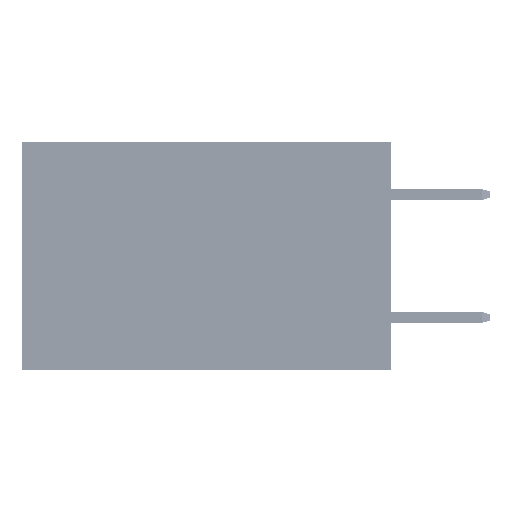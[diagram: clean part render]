
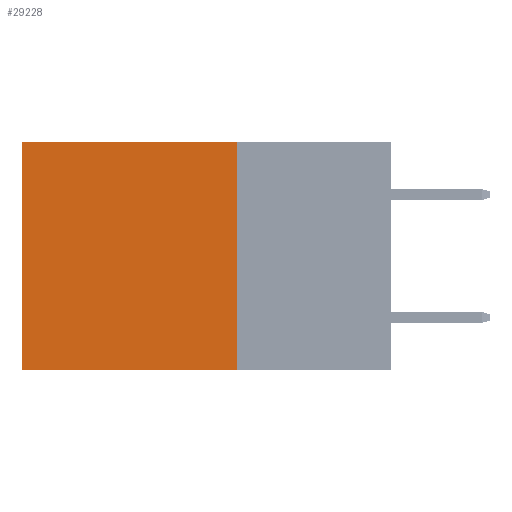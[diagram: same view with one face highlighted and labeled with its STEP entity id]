
A CAD part, left-side view. The second image highlights one B-rep face of the part: STEP entity #29228.
In plain terms, the highlighted planar face has unit normal (-1, 0, 0).
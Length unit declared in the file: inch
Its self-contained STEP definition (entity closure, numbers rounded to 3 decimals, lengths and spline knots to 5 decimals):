
#1732 = VERTEX_POINT ( 'NONE', #27917 ) ;
#3768 = DIRECTION ( 'NONE',  ( 0., 0., -1. ) ) ;
#6007 = CARTESIAN_POINT ( 'NONE',  ( 0.2875, 0.25, -0.37 ) ) ;
#6894 = EDGE_CURVE ( 'NONE', #41012, #49904, #17417, .T. ) ;
#8006 = VERTEX_POINT ( 'NONE', #51633 ) ;
#8895 = ORIENTED_EDGE ( 'NONE', *, *, #35982, .F. ) ;
#11603 = DIRECTION ( 'NONE',  ( 0., 1., 0. ) ) ;
#13676 = FACE_OUTER_BOUND ( 'NONE', #24165, .T. ) ;
#16508 = VECTOR ( 'NONE', #51676, 39.37008 ) ;
#17417 = LINE ( 'NONE', #44635, #43532 ) ;
#20486 = LINE ( 'NONE', #44032, #42749 ) ;
#22397 = CARTESIAN_POINT ( 'NONE',  ( 0.2875, 0.6, -0.37 ) ) ;
#23282 = CARTESIAN_POINT ( 'NONE',  ( 0.2875, 0.25, 0. ) ) ;
#24165 = EDGE_LOOP ( 'NONE', ( #37870, #43805, #8895, #25501 ) ) ;
#24558 = DIRECTION ( 'NONE',  ( 1., 0., 0. ) ) ;
#24912 = DIRECTION ( 'NONE',  ( 0., 0., -1. ) ) ;
#25501 = ORIENTED_EDGE ( 'NONE', *, *, #34098, .T. ) ;
#27853 = DIRECTION ( 'NONE',  ( 0., 1., 0. ) ) ;
#27917 = CARTESIAN_POINT ( 'NONE',  ( 0.2875, 0.6, 0. ) ) ;
#29228 = ADVANCED_FACE ( 'NONE', ( #13676 ), #44831, .F. ) ;
#30903 = LINE ( 'NONE', #52193, #32185 ) ;
#32185 = VECTOR ( 'NONE', #27853, 39.37008 ) ;
#34098 = EDGE_CURVE ( 'NONE', #8006, #1732, #30903, .T. ) ;
#35982 = EDGE_CURVE ( 'NONE', #8006, #41012, #37545, .T. ) ;
#37545 = LINE ( 'NONE', #23282, #16508 ) ;
#37870 = ORIENTED_EDGE ( 'NONE', *, *, #46012, .T. ) ;
#41012 = VERTEX_POINT ( 'NONE', #6007 ) ;
#42749 = VECTOR ( 'NONE', #3768, 39.37008 ) ;
#43532 = VECTOR ( 'NONE', #11603, 39.37008 ) ;
#43805 = ORIENTED_EDGE ( 'NONE', *, *, #6894, .F. ) ;
#44032 = CARTESIAN_POINT ( 'NONE',  ( 0.2875, 0.6, 0. ) ) ;
#44635 = CARTESIAN_POINT ( 'NONE',  ( 0.2875, 0.25, -0.37 ) ) ;
#44831 = PLANE ( 'NONE',  #44952 ) ;
#44952 = AXIS2_PLACEMENT_3D ( 'NONE', #49239, #24558, #24912 ) ;
#46012 = EDGE_CURVE ( 'NONE', #1732, #49904, #20486, .T. ) ;
#49239 = CARTESIAN_POINT ( 'NONE',  ( 0.2875, 0.25, 0. ) ) ;
#49904 = VERTEX_POINT ( 'NONE', #22397 ) ;
#51633 = CARTESIAN_POINT ( 'NONE',  ( 0.2875, 0.25, 0. ) ) ;
#51676 = DIRECTION ( 'NONE',  ( 0., 0., -1. ) ) ;
#52193 = CARTESIAN_POINT ( 'NONE',  ( 0.2875, 0.25, 0. ) ) ;
